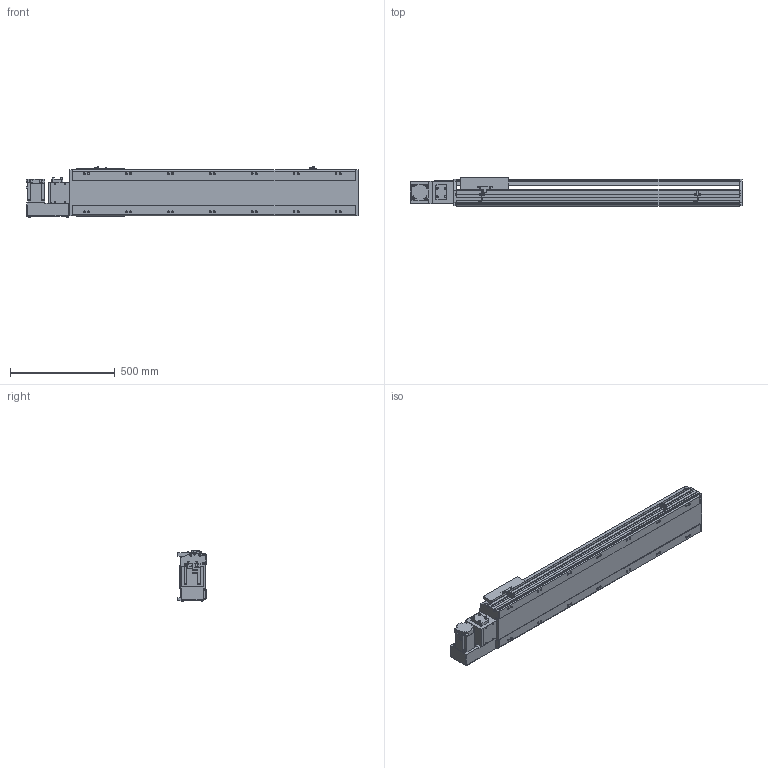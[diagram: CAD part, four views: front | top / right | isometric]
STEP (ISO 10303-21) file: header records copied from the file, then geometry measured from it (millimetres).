
FILE_DESCRIPTION (( 'STEP AP214' ), '1' );
FILE_NAME ('WEX220BL-040LC-1000XXXX.STEP', '2025-02-28T17:08:44', ( '' ), ( '' ), 'SwSTEP 2.0', 'SolidWorks 2022', '' );
FILE_SCHEMA (( 'AUTOMOTIVE_DESIGN' ));
Length unit declared in the file: millimetre
Products named in the file (9): WEX220-1000BCARRAIGE; WEX220-1000B-1; WEX220-1000B-2; WEX220-1000B-3; WEX220-1000B-5; FANG STICKER; WEX220-1000BSENSOR; WEX220BL-040LC-1000XXXX; WEX220-1000BMOTOR
Assembly tree (7 placements, depth 2):
  WEX220-1000B-1
  WEX220-1000B-5
  WEX220BL-040LC-1000XXXX
    WEX220-1000B-2
    WEX220-1000BCARRAIGE
    WEX220-1000B-3
    WEX220-1000BSENSOR  x2
    WEX220-1000BMOTOR
    FANG STICKER
Bounding box: 1582.8 x 134 x 239.56 mm (x, y, z)
Volume: 22177526.5 mm3; surface area: 2054081.6 mm2
Topology: 7 solids, 10 shells, 1561 faces, 3878 edges, 2536 vertices
Faces by surface type: plane 1083, cylinder 386, cone 72, torus 20
Entity records: 43774 total; most frequent: CARTESIAN_POINT 8003, DIRECTION 7224, ORIENTED_EDGE 7124, EDGE_CURVE 3562, VECTOR 2690, LINE 2690, VERTEX_POINT 2334, AXIS2_PLACEMENT_3D 2267
